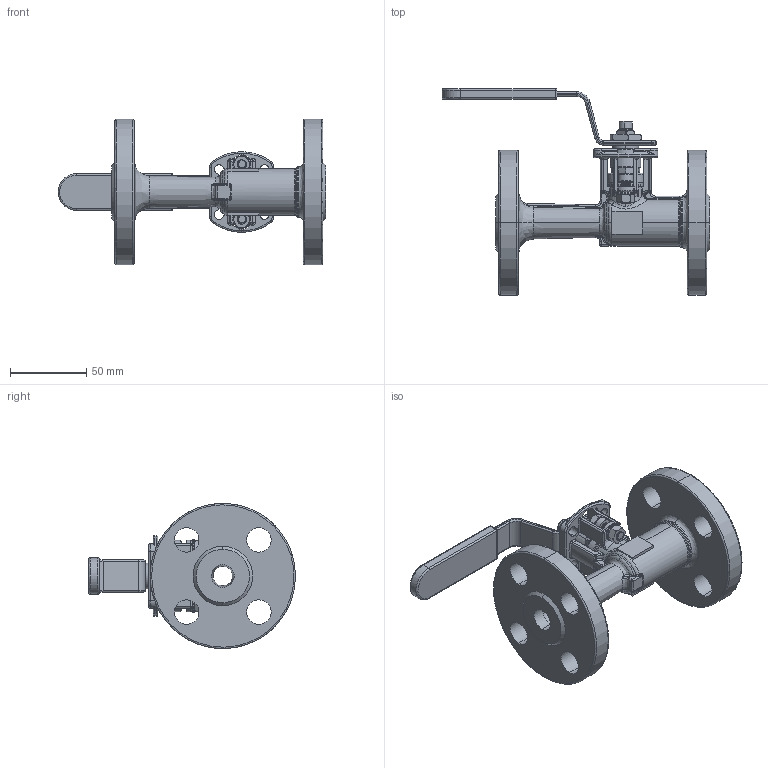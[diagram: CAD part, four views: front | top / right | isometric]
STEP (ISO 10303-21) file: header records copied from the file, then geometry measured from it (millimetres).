
FILE_DESCRIPTION (( 'STEP AP203' ), '1' );
FILE_NAME ('F9R-F3-0050_0.step', '2020-11-02T19:48:30', ( '' ), ( '' ), 'SwSTEP 2.0', 'SolidWorks 2019', '' );
FILE_SCHEMA (( 'CONFIG_CONTROL_DESIGN' ));
Length unit declared in the file: inch
Products named in the file (18): F9R-F3-0050 STEM; F9R-F3-0050 RETAINER; F9R-F3-0050 BODY; F9R-F3-0050 STEM EXT WASHER; F9R-F3-0050 HANDLE; F9R-F3-0050 BUSHING; F9R-F3-0050_0; F9R-F3-0050 GLAND NUT; F9R-F3-0050 STEM EXT SCREW; F9R-F3-0050 STEM EXT; F9R-F3-0050 BELLEVILLE WASHERS; F9R-F3-0050 GLAND WASHER; F9R-F3-0050 HANDLE COVER; F9R-F3-0050 GLAND BOLT; F9R-F3-0050 GLAND FLANGE; F9R-F3-0050 STOP PLATE; F9R-F3-0050 HANDLE NUT; F9R-F3-0050 PACKING
Assembly tree (21 placements, depth 2):
  F9R-F3-0050_0
    F9R-F3-0050 STEM
    F9R-F3-0050 PACKING
    F9R-F3-0050 BUSHING  x2
    F9R-F3-0050 BELLEVILLE WASHERS
    F9R-F3-0050 GLAND FLANGE
    F9R-F3-0050 STOP PLATE
    F9R-F3-0050 GLAND BOLT  x2
    F9R-F3-0050 HANDLE
    F9R-F3-0050 HANDLE NUT
    F9R-F3-0050 HANDLE COVER
    F9R-F3-0050 STEM EXT
    F9R-F3-0050 STEM EXT SCREW
    F9R-F3-0050 RETAINER
    F9R-F3-0050 STEM EXT WASHER
    F9R-F3-0050 GLAND WASHER  x2
    F9R-F3-0050 GLAND NUT  x2
    F9R-F3-0050 BODY
Bounding box: 175 x 135.3 x 95 mm (x, y, z)
Volume: 248614.3 mm3; surface area: 98393.4 mm2
Topology: 24 solids, 24 shells, 1300 faces, 3284 edges, 1994 vertices
Faces by surface type: bspline 473, cylinder 455, plane 320, cone 52
Entity records: 74681 total; most frequent: CARTESIAN_POINT 47324, ORIENTED_EDGE 5940, DIRECTION 4468, EDGE_CURVE 2970, VERTEX_POINT 1821, AXIS2_PLACEMENT_3D 1677, EDGE_LOOP 1291, ADVANCED_FACE 1204
